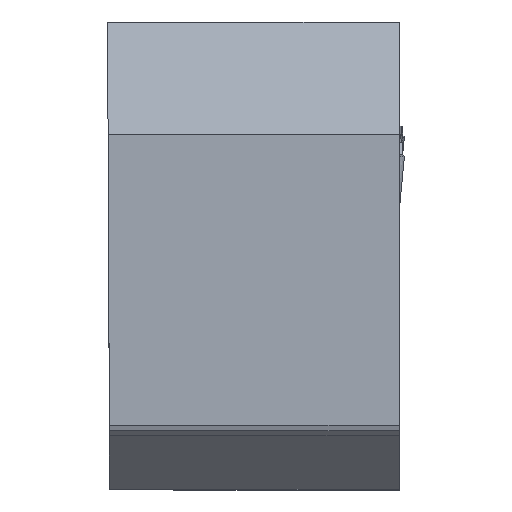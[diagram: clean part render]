
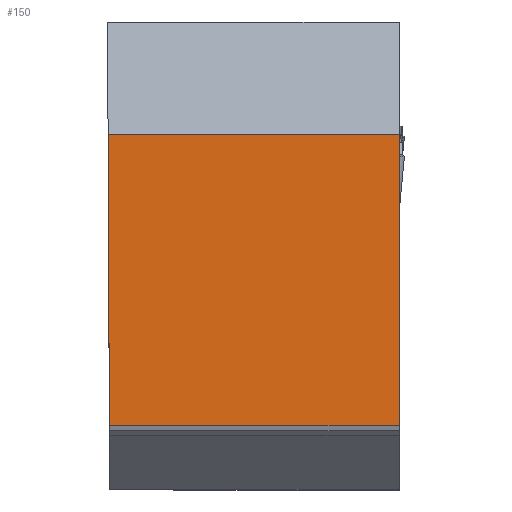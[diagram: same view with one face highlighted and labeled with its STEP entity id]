
A CAD part, top view. The second image highlights one B-rep face of the part: STEP entity #150.
In plain terms, the highlighted planar face has unit normal (0, 0, 1).
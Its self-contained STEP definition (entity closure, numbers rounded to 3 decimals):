
#150=ADVANCED_FACE('BLANK_BOXF006',(#299),#241,.T.);
#241=PLANE('',#1994);
#299=FACE_OUTER_BOUND('',#392,.T.);
#392=EDGE_LOOP('',(#656,#657,#658,#659));
#656=ORIENTED_EDGE('',*,*,#1300,.T.);
#657=ORIENTED_EDGE('',*,*,#1326,.F.);
#658=ORIENTED_EDGE('',*,*,#1269,.T.);
#659=ORIENTED_EDGE('',*,*,#1327,.T.);
#1098=VERTEX_POINT('',#2484);
#1099=VERTEX_POINT('',#2486);
#1126=VERTEX_POINT('',#2553);
#1127=VERTEX_POINT('',#2555);
#1269=EDGE_CURVE('',#1099,#1098,#1528,.T.);
#1300=EDGE_CURVE('',#1127,#1126,#1554,.T.);
#1326=EDGE_CURVE('',#1099,#1126,#1576,.T.);
#1327=EDGE_CURVE('',#1098,#1127,#1577,.T.);
#1528=LINE('',#2485,#1712);
#1554=LINE('',#2554,#1738);
#1576=LINE('',#2618,#1760);
#1577=LINE('',#2619,#1761);
#1712=VECTOR('',#2081,1.);
#1738=VECTOR('',#2123,1.);
#1760=VECTOR('',#2169,1.);
#1761=VECTOR('',#2170,1.);
#1994=AXIS2_PLACEMENT_3D('',#2620,#2171,#2172);
#2081=DIRECTION('',(0.,1.,0.));
#2123=DIRECTION('',(0.004,-1.,0.));
#2169=DIRECTION('',(-1.,0.,0.));
#2170=DIRECTION('',(-1.,0.,0.));
#2171=DIRECTION('',(0.,0.,1.));
#2172=DIRECTION('',(1.,0.,0.));
#2484=CARTESIAN_POINT('',(9.9,9.9,0.));
#2485=CARTESIAN_POINT('',(9.9,14.9,0.));
#2486=CARTESIAN_POINT('',(9.9,0.,0.));
#2553=CARTESIAN_POINT('',(0.043,0.,0.));
#2554=CARTESIAN_POINT('',(-0.022,14.996,0.));
#2555=CARTESIAN_POINT('',(0.,9.9,0.));
#2618=CARTESIAN_POINT('',(-22.,0.,0.));
#2619=CARTESIAN_POINT('',(-22.,9.9,0.));
#2620=CARTESIAN_POINT('',(-22.,14.9,0.));
